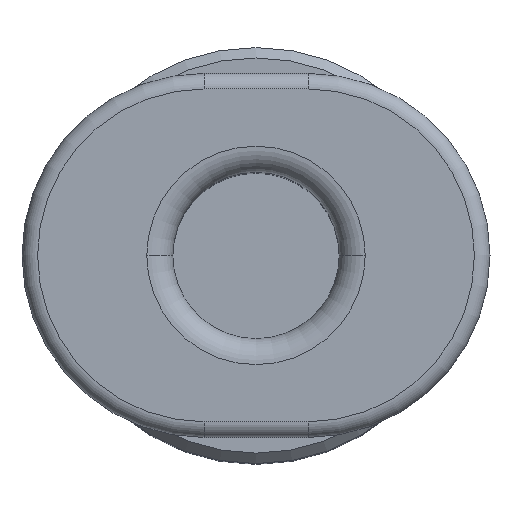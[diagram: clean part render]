
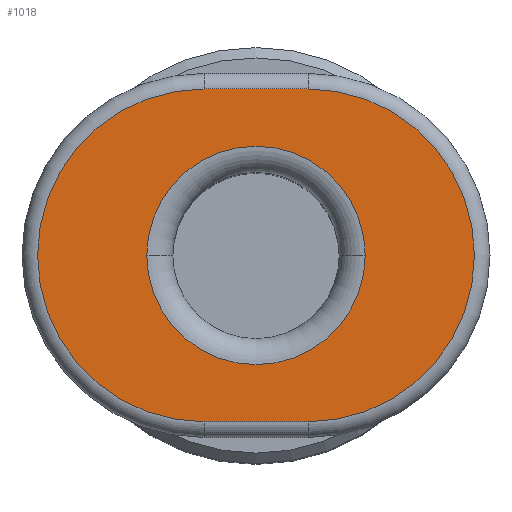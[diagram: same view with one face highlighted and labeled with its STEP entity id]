
A CAD part, top view. The second image highlights one B-rep face of the part: STEP entity #1018.
In plain terms, the highlighted face is planar.
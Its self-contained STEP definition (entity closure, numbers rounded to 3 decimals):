
#378=CARTESIAN_POINT('',(2.1,-7.6,0.));
#379=VERTEX_POINT('',#378);
#387=CARTESIAN_POINT('',(-2.1,-7.6,0.));
#388=VERTEX_POINT('',#387);
#389=CARTESIAN_POINT('',(0.0,-7.6,0.));
#390=DIRECTION('',(0.0,-1.0,0.0));
#391=DIRECTION('',(-1.0,0.0,0.0));
#392=AXIS2_PLACEMENT_3D('',#389,#390,#391);
#393=CIRCLE('',#392,2.1);
#394=EDGE_CURVE('',#379,#388,#393,.T.);
#831=CARTESIAN_POINT('',(-1.0,-7.6,-3.2));
#832=VERTEX_POINT('',#831);
#833=CARTESIAN_POINT('',(-1.0,-7.6,3.2));
#834=VERTEX_POINT('',#833);
#835=CARTESIAN_POINT('',(-1.0,-7.6,0.));
#836=DIRECTION('',(0.0,1.0,0.0));
#837=DIRECTION('',(-1.0,0.0,0.0));
#838=AXIS2_PLACEMENT_3D('',#835,#836,#837);
#839=CIRCLE('',#838,3.2);
#840=EDGE_CURVE('',#832,#834,#839,.T.);
#875=CARTESIAN_POINT('',(1.0,-7.6,3.2));
#876=VERTEX_POINT('',#875);
#877=CARTESIAN_POINT('',(-1.0,-7.6,3.2));
#878=DIRECTION('',(1.0,0.0,0.0));
#879=VECTOR('',#878,2.0);
#880=LINE('',#877,#879);
#881=EDGE_CURVE('',#834,#876,#880,.T.);
#915=CARTESIAN_POINT('',(1.0,-7.6,-3.2));
#916=VERTEX_POINT('',#915);
#924=CARTESIAN_POINT('',(1.0,-7.6,-3.2));
#925=DIRECTION('',(-1.0,0.0,0.0));
#926=VECTOR('',#925,2.0);
#927=LINE('',#924,#926);
#928=EDGE_CURVE('',#916,#832,#927,.T.);
#939=CARTESIAN_POINT('',(1.0,-7.6,0.));
#940=DIRECTION('',(0.0,1.0,0.0));
#941=DIRECTION('',(1.0,0.0,0.0));
#942=AXIS2_PLACEMENT_3D('',#939,#940,#941);
#943=CIRCLE('',#942,3.2);
#944=EDGE_CURVE('',#876,#916,#943,.T.);
#997=CARTESIAN_POINT('',(0.0,-7.6,0.));
#998=DIRECTION('',(0.0,1.0,0.0));
#999=DIRECTION('',(1.0,0.0,0.0));
#1000=AXIS2_PLACEMENT_3D('',#997,#998,#999);
#1001=PLANE('',#1000);
#1002=ORIENTED_EDGE('',*,*,#840,.F.);
#1003=ORIENTED_EDGE('',*,*,#928,.F.);
#1004=ORIENTED_EDGE('',*,*,#944,.F.);
#1005=ORIENTED_EDGE('',*,*,#881,.F.);
#1006=EDGE_LOOP('',(#1002,#1003,#1004,#1005));
#1007=FACE_OUTER_BOUND('',#1006,.T.);
#1008=ORIENTED_EDGE('',*,*,#394,.F.);
#1009=CARTESIAN_POINT('',(0.0,-7.6,0.));
#1010=DIRECTION('',(0.0,-1.0,0.0));
#1011=DIRECTION('',(-1.0,0.0,0.0));
#1012=AXIS2_PLACEMENT_3D('',#1009,#1010,#1011);
#1013=CIRCLE('',#1012,2.1);
#1014=EDGE_CURVE('',#388,#379,#1013,.T.);
#1015=ORIENTED_EDGE('',*,*,#1014,.F.);
#1016=EDGE_LOOP('',(#1008,#1015));
#1017=FACE_BOUND('',#1016,.T.);
#1018=ADVANCED_FACE('',(#1007,#1017),#1001,.F.);
